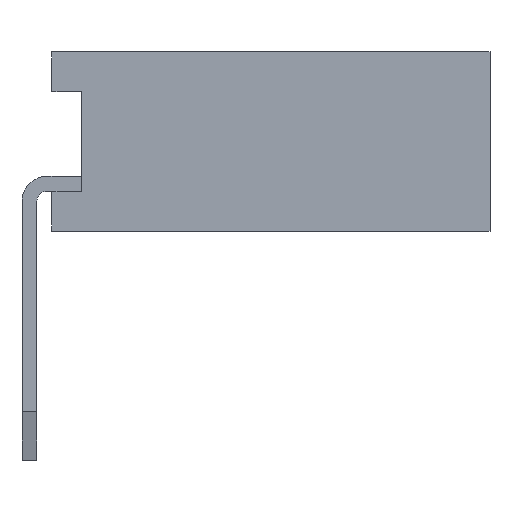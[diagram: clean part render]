
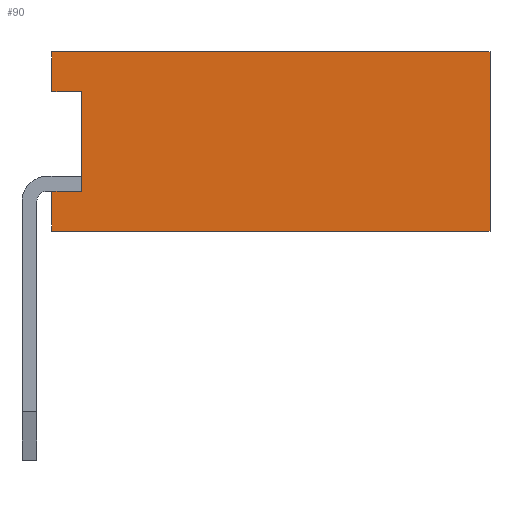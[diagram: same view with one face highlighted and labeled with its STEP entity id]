
A CAD part, left-side view. The second image highlights one B-rep face of the part: STEP entity #90.
In plain terms, the highlighted planar face has unit normal (-1, 0, 0).
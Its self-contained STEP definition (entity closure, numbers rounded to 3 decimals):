
#90=ADVANCED_FACE('',(#705),#707,.T.);
#705=FACE_BOUND('',#706,.T.);
#706=EDGE_LOOP('',(#1195,#1196,#1197,#1198,#1199,#1200,#1201,#1202));
#707=PLANE('',#708);
#708=AXIS2_PLACEMENT_3D('',#709,#710,#711);
#709=CARTESIAN_POINT('',(-0.635,-4.625,0.));
#710=DIRECTION('',(-1.,0.,0.));
#711=DIRECTION('',(0.,0.,1.));
#1195=ORIENTED_EDGE('',*,*,#1552,.T.);
#1196=ORIENTED_EDGE('',*,*,#1559,.T.);
#1197=ORIENTED_EDGE('',*,*,#1538,.T.);
#1198=ORIENTED_EDGE('',*,*,#1560,.F.);
#1199=ORIENTED_EDGE('',*,*,#1561,.F.);
#1200=ORIENTED_EDGE('',*,*,#1562,.T.);
#1201=ORIENTED_EDGE('',*,*,#1563,.T.);
#1202=ORIENTED_EDGE('',*,*,#1564,.F.);
#1538=EDGE_CURVE('',#1723,#1720,#1724,.F.);
#1552=EDGE_CURVE('',#1737,#1749,#1751,.F.);
#1559=EDGE_CURVE('',#1749,#1723,#1762,.T.);
#1560=EDGE_CURVE('',#1763,#1720,#1764,.T.);
#1561=EDGE_CURVE('',#1765,#1763,#1766,.T.);
#1562=EDGE_CURVE('',#1765,#1767,#1768,.T.);
#1563=EDGE_CURVE('',#1767,#1769,#1770,.T.);
#1564=EDGE_CURVE('',#1737,#1769,#1771,.T.);
#1720=VERTEX_POINT('',#2021);
#1723=VERTEX_POINT('',#2026);
#1724=LINE('',#2027,#2028);
#1737=VERTEX_POINT('',#2054);
#1749=VERTEX_POINT('',#2078);
#1751=LINE('',#2082,#2083);
#1762=LINE('',#2107,#2108);
#1763=VERTEX_POINT('',#2110);
#1764=LINE('',#2111,#2112);
#1765=VERTEX_POINT('',#2114);
#1766=LINE('',#2115,#2116);
#1767=VERTEX_POINT('',#2118);
#1768=LINE('',#2119,#2120);
#1769=VERTEX_POINT('',#2122);
#1770=LINE('',#2123,#2124);
#1771=LINE('',#2126,#2127);
#2021=CARTESIAN_POINT('',(-0.635,-0.225,0.4));
#2026=CARTESIAN_POINT('',(-0.635,-0.525,0.4));
#2027=CARTESIAN_POINT('',(-0.635,-0.225,0.4));
#2028=VECTOR('',#2029,1.);
#2029=DIRECTION('',(0.,-1.,0.));
#2054=CARTESIAN_POINT('',(-0.635,-0.225,1.4));
#2078=CARTESIAN_POINT('',(-0.635,-0.525,1.4));
#2082=CARTESIAN_POINT('',(-0.635,-0.525,1.4));
#2083=VECTOR('',#2084,1.);
#2084=DIRECTION('',(0.,1.,0.));
#2107=CARTESIAN_POINT('',(-0.635,-0.525,1.4));
#2108=VECTOR('',#2109,1.);
#2109=DIRECTION('',(0.,0.,-1.));
#2110=CARTESIAN_POINT('',(-0.635,-0.225,0.));
#2111=CARTESIAN_POINT('',(-0.635,-0.225,0.));
#2112=VECTOR('',#2113,1.);
#2113=DIRECTION('',(0.,0.,1.));
#2114=CARTESIAN_POINT('',(-0.635,-4.625,0.));
#2115=CARTESIAN_POINT('',(-0.635,-4.625,0.));
#2116=VECTOR('',#2117,1.);
#2117=DIRECTION('',(0.,1.,0.));
#2118=CARTESIAN_POINT('',(-0.635,-4.625,1.8));
#2119=CARTESIAN_POINT('',(-0.635,-4.625,0.));
#2120=VECTOR('',#2121,1.);
#2121=DIRECTION('',(0.,0.,1.));
#2122=CARTESIAN_POINT('',(-0.635,-0.225,1.8));
#2123=CARTESIAN_POINT('',(-0.635,-4.625,1.8));
#2124=VECTOR('',#2125,1.);
#2125=DIRECTION('',(0.,1.,0.));
#2126=CARTESIAN_POINT('',(-0.635,-0.225,1.4));
#2127=VECTOR('',#2128,1.);
#2128=DIRECTION('',(0.,0.,1.));
